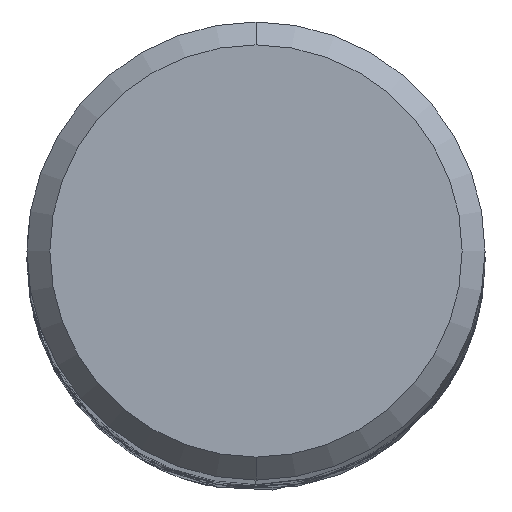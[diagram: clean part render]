
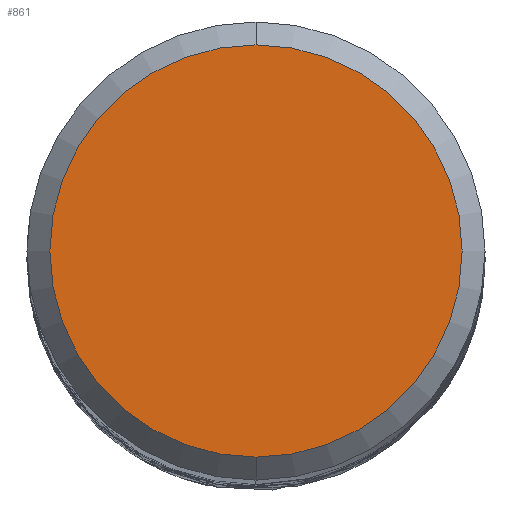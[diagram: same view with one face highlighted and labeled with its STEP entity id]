
A CAD part, top view. The second image highlights one B-rep face of the part: STEP entity #861.
In plain terms, the highlighted planar face has unit normal (0, 0, 1).
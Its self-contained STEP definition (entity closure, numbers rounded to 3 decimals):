
#471=VERTEX_POINT('',#1087);
#511=EDGE_CURVE('',#521,#471,#1129,.T.);
#521=VERTEX_POINT('',#1139);
#735=EDGE_CURVE('',#471,#521,#1372,.T.);
#861=ADVANCED_FACE('',(#1513),#1514,.T.);
#1087=CARTESIAN_POINT('',(0.0,4.5,0.0));
#1129=CIRCLE('',#4911,4.5);
#1139=CARTESIAN_POINT('',(0.,-4.5,0.0));
#1372=CIRCLE('',#7112,4.5);
#1513=FACE_OUTER_BOUND('',#9158,.T.);
#1514=PLANE('',#9159);
#4911=AXIS2_PLACEMENT_3D('',#9565,#9566,#9567);
#7112=AXIS2_PLACEMENT_3D('',#9778,#9779,#9780);
#9158=EDGE_LOOP('',(#9938,#9939));
#9159=AXIS2_PLACEMENT_3D('',#9940,#9941,#9942);
#9565=CARTESIAN_POINT('',(0.0,0.0,0.0));
#9566=DIRECTION('',(0.0,0.0,-1.0));
#9567=DIRECTION('',(0.0,1.0,0.0));
#9778=CARTESIAN_POINT('',(0.0,0.0,0.0));
#9779=DIRECTION('',(0.0,0.0,-1.0));
#9780=DIRECTION('',(0.0,1.0,0.0));
#9938=ORIENTED_EDGE('',*,*,#735,.F.);
#9939=ORIENTED_EDGE('',*,*,#511,.F.);
#9940=CARTESIAN_POINT('',(0.0,2.25,0.0));
#9941=DIRECTION('',(-0.0,0.0,1.0));
#9942=DIRECTION('',(0.0,-1.0,0.0));
